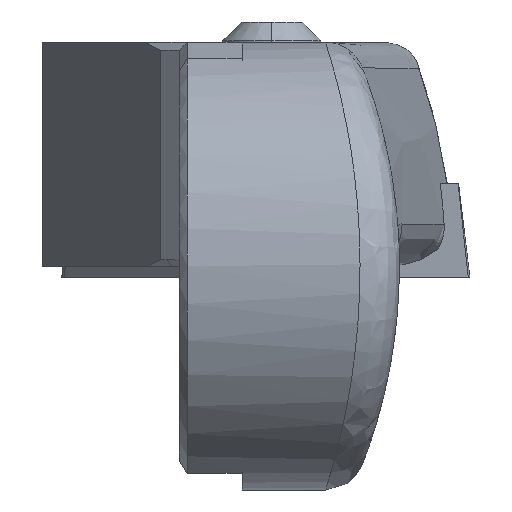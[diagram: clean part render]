
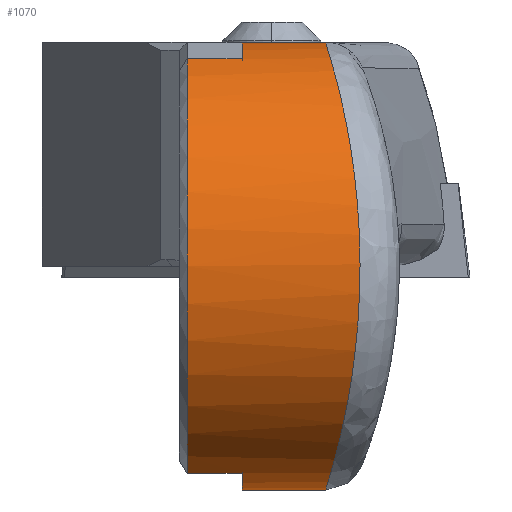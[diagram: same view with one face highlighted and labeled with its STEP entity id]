
A CAD part, left-side view. The second image highlights one B-rep face of the part: STEP entity #1070.
In plain terms, the highlighted cylindrical face has radius 5.7 mm (diameter 11.4 mm), a partial arc.
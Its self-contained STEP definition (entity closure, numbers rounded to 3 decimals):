
#636=EDGE_CURVE('NONE',#1308,#1494,#1790,.F.);
#666=EDGE_CURVE('NONE',#1298,#1308,#1821,.T.);
#710=EDGE_CURVE('NONE',#1448,#1128,#1869,.T.);
#824=EDGE_CURVE('NONE',#1448,#1568,#1998,.T.);
#956=EDGE_CURVE('NONE',#1520,#1634,#2141,.F.);
#1070=ADVANCED_FACE('NONE',(#2271),#2272,.T.);
#1124=EDGE_CURVE('NONE',#1128,#1520,#2328,.F.);
#1128=VERTEX_POINT('NONE',#2332);
#1298=VERTEX_POINT('NONE',#2523);
#1308=VERTEX_POINT('NONE',#2534);
#1448=VERTEX_POINT('NONE',#2690);
#1494=VERTEX_POINT('NONE',#2740);
#1520=VERTEX_POINT('NONE',#2769);
#1568=VERTEX_POINT('NONE',#2824);
#1634=VERTEX_POINT('NONE',#2896);
#1660=EDGE_CURVE('NONE',#1494,#1568,#2923,.F.);
#1708=EDGE_CURVE('NONE',#1634,#1298,#2975,.F.);
#1790=LINE('',#3068,#3069);
#1821=CIRCLE('',#3118,5.7);
#1869=B_SPLINE_CURVE_WITH_KNOTS('',3,(#3201,#3202,#3203,#3204,#3205,#3206,#3207,#3208,#3209,#3210,#3211,#3212,#3213,#3214,#3215,#3216,#3217,#3218,#3219,#3220,#3221,#3222,#3223,#3224,#3225),.UNSPECIFIED.,.F.,.F.,(4,3,3,3,3,3,3,3,4),(0.302,0.332,0.422,0.537,0.632,0.725,0.837,0.937,1.0),.UNSPECIFIED.);
#1998=LINE('',#4087,#4088);
#2141=CIRCLE('',#6382,5.7);
#2271=FACE_OUTER_BOUND('',#7346,.T.);
#2272=CYLINDRICAL_SURFACE('',#7347,5.7);
#2328=LINE('',#7784,#7785);
#2332=CARTESIAN_POINT('',(0.0,-3.721,5.7));
#2523=CARTESIAN_POINT('',(-2.15,-0.2,5.279));
#2534=CARTESIAN_POINT('',(-2.15,-0.2,-5.279));
#2690=CARTESIAN_POINT('',(0.,-3.721,-5.7));
#2740=CARTESIAN_POINT('',(-2.15,-1.6,-5.279));
#2769=CARTESIAN_POINT('',(0.,-1.6,5.7));
#2824=CARTESIAN_POINT('',(0.,-1.6,-5.7));
#2896=CARTESIAN_POINT('',(-2.15,-1.6,5.279));
#2923=CIRCLE('',#9043,5.7);
#2975=LINE('',#9121,#9122);
#3068=CARTESIAN_POINT('',(-2.15,-15.0,-5.279));
#3069=VECTOR('',#9207,1.0);
#3118=AXIS2_PLACEMENT_3D('',#9234,#9235,#9236);
#3201=CARTESIAN_POINT('',(0.,-3.721,-5.7));
#3202=CARTESIAN_POINT('',(-0.252,-3.721,-5.7));
#3203=CARTESIAN_POINT('',(-0.505,-3.726,-5.683));
#3204=CARTESIAN_POINT('',(-0.755,-3.737,-5.65));
#3205=CARTESIAN_POINT('',(-1.523,-3.769,-5.547));
#3206=CARTESIAN_POINT('',(-2.266,-3.852,-5.286));
#3207=CARTESIAN_POINT('',(-2.925,-3.958,-4.892));
#3208=CARTESIAN_POINT('',(-3.769,-4.094,-4.388));
#3209=CARTESIAN_POINT('',(-4.476,-4.264,-3.664));
#3210=CARTESIAN_POINT('',(-4.961,-4.392,-2.808));
#3211=CARTESIAN_POINT('',(-5.361,-4.498,-2.101));
#3212=CARTESIAN_POINT('',(-5.609,-4.573,-1.303));
#3213=CARTESIAN_POINT('',(-5.679,-4.594,-0.487));
#3214=CARTESIAN_POINT('',(-5.748,-4.614,0.311));
#3215=CARTESIAN_POINT('',(-5.645,-4.582,1.125));
#3216=CARTESIAN_POINT('',(-5.381,-4.507,1.879));
#3217=CARTESIAN_POINT('',(-5.067,-4.418,2.781));
#3218=CARTESIAN_POINT('',(-4.525,-4.269,3.594));
#3219=CARTESIAN_POINT('',(-3.822,-4.124,4.229));
#3220=CARTESIAN_POINT('',(-3.187,-3.992,4.803));
#3221=CARTESIAN_POINT('',(-2.42,-3.864,5.232));
#3222=CARTESIAN_POINT('',(-1.592,-3.792,5.473));
#3223=CARTESIAN_POINT('',(-1.077,-3.746,5.623));
#3224=CARTESIAN_POINT('',(-0.538,-3.721,5.7));
#3225=CARTESIAN_POINT('',(0.,-3.721,5.7));
#4087=CARTESIAN_POINT('',(0.0,-15.0,-5.7));
#4088=VECTOR('',#9452,1000.0);
#6382=AXIS2_PLACEMENT_3D('',#9578,#9579,#9580);
#7346=EDGE_LOOP('',(#9787,#9788,#9789,#9790,#9791,#9792,#9793,#9794));
#7347=AXIS2_PLACEMENT_3D('',#9795,#9796,#9797);
#7784=CARTESIAN_POINT('',(0.,-15.0,5.7));
#7785=VECTOR('',#9838,1.0);
#9043=AXIS2_PLACEMENT_3D('',#10512,#10513,#10514);
#9121=CARTESIAN_POINT('',(-2.15,-15.0,5.279));
#9122=VECTOR('',#10566,1.0);
#9207=DIRECTION('',(-0.0,1.0,0.));
#9234=CARTESIAN_POINT('',(0.0,-0.2,0.));
#9235=DIRECTION('',(0.0,-1.0,0.));
#9236=DIRECTION('',(0.0,0.,-1.0));
#9452=DIRECTION('',(0.0,1.0,0.));
#9578=CARTESIAN_POINT('',(0.0,-1.6,0.));
#9579=DIRECTION('',(0.,1.0,0.));
#9580=DIRECTION('',(0.0,0.,-1.0));
#9787=ORIENTED_EDGE('',*,*,#824,.F.);
#9788=ORIENTED_EDGE('',*,*,#710,.T.);
#9789=ORIENTED_EDGE('',*,*,#1124,.T.);
#9790=ORIENTED_EDGE('',*,*,#956,.T.);
#9791=ORIENTED_EDGE('',*,*,#1708,.T.);
#9792=ORIENTED_EDGE('',*,*,#666,.T.);
#9793=ORIENTED_EDGE('',*,*,#636,.T.);
#9794=ORIENTED_EDGE('',*,*,#1660,.T.);
#9795=CARTESIAN_POINT('',(0.0,-15.0,0.));
#9796=DIRECTION('',(-0.0,1.0,0.));
#9797=DIRECTION('',(0.0,0.,-1.0));
#9838=DIRECTION('',(0.0,-1.0,0.));
#10512=CARTESIAN_POINT('',(0.0,-1.6,0.));
#10513=DIRECTION('',(0.,1.0,0.));
#10514=DIRECTION('',(0.0,0.,-1.0));
#10566=DIRECTION('',(0.0,-1.0,0.));
